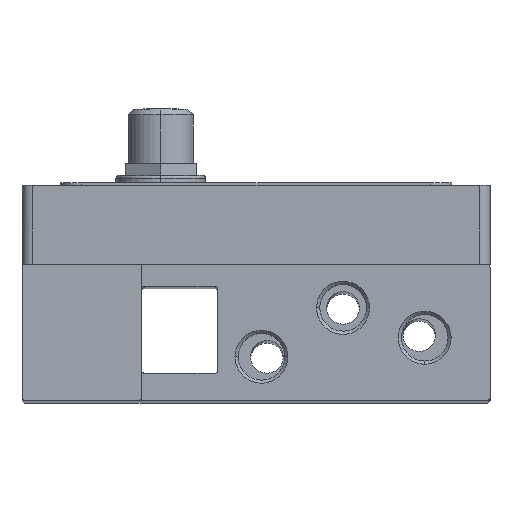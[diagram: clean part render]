
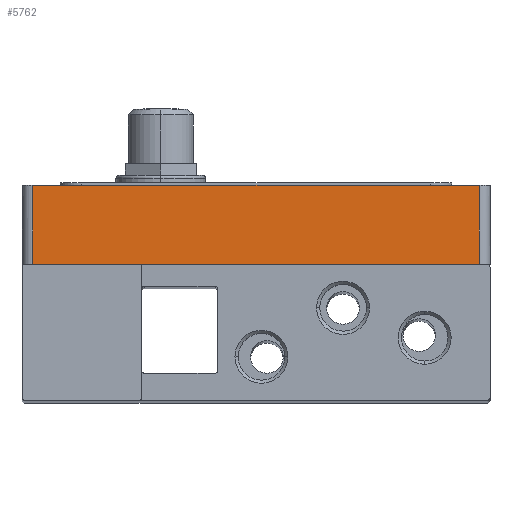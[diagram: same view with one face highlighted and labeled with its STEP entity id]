
A CAD part, top view. The second image highlights one B-rep face of the part: STEP entity #5762.
In plain terms, the highlighted planar face has unit normal (0, 0, 1).
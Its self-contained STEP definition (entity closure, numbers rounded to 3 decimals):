
#185 = CARTESIAN_POINT ( 'NONE',  ( 84., 39.5, 20.5 ) ) ;
#1099 = CARTESIAN_POINT ( 'NONE',  ( 2., 39.5, 20.5 ) ) ;
#1226 = CARTESIAN_POINT ( 'NONE',  ( 84., 25., 20.5 ) ) ;
#1473 = VECTOR ( 'NONE', #6097, 1000. ) ;
#2441 = EDGE_LOOP ( 'NONE', ( #9712, #7915, #2962, #6448 ) ) ;
#2962 = ORIENTED_EDGE ( 'NONE', *, *, #8279, .F. ) ;
#2982 = VECTOR ( 'NONE', #3210, 1000. ) ;
#3210 = DIRECTION ( 'NONE',  ( 0., -1., 0. ) ) ;
#3260 = CARTESIAN_POINT ( 'NONE',  ( 84., 39.5, 20.5 ) ) ;
#3267 = CARTESIAN_POINT ( 'NONE',  ( 85.5, 25., 20.5 ) ) ;
#3305 = VECTOR ( 'NONE', #6479, 1000. ) ;
#3823 = VERTEX_POINT ( 'NONE', #4866 ) ;
#4687 = EDGE_CURVE ( 'NONE', #8347, #5427, #5006, .T. ) ;
#4866 = CARTESIAN_POINT ( 'NONE',  ( 2., 25., 20.5 ) ) ;
#5006 = LINE ( 'NONE', #7479, #10013 ) ;
#5383 = CARTESIAN_POINT ( 'NONE',  ( 2., 39.5, 20.5 ) ) ;
#5427 = VERTEX_POINT ( 'NONE', #185 ) ;
#5762 = ADVANCED_FACE ( 'NONE', ( #6918 ), #9396, .F. ) ;
#6097 = DIRECTION ( 'NONE',  ( 0., 1., 0. ) ) ;
#6224 = EDGE_CURVE ( 'NONE', #5427, #7591, #9637, .T. ) ;
#6448 = ORIENTED_EDGE ( 'NONE', *, *, #7769, .T. ) ;
#6479 = DIRECTION ( 'NONE',  ( 1., 0., 0. ) ) ;
#6787 = LINE ( 'NONE', #1099, #1473 ) ;
#6918 = FACE_OUTER_BOUND ( 'NONE', #2441, .T. ) ;
#7479 = CARTESIAN_POINT ( 'NONE',  ( 2., 39.5, 20.5 ) ) ;
#7591 = VERTEX_POINT ( 'NONE', #1226 ) ;
#7769 = EDGE_CURVE ( 'NONE', #3823, #7591, #9808, .T. ) ;
#7915 = ORIENTED_EDGE ( 'NONE', *, *, #4687, .F. ) ;
#8218 = DIRECTION ( 'NONE',  ( 1., 0., 0. ) ) ;
#8279 = EDGE_CURVE ( 'NONE', #3823, #8347, #6787, .T. ) ;
#8347 = VERTEX_POINT ( 'NONE', #10066 ) ;
#8674 = AXIS2_PLACEMENT_3D ( 'NONE', #5383, #9703, #8741 ) ;
#8741 = DIRECTION ( 'NONE',  ( -1., 0., 0. ) ) ;
#9396 = PLANE ( 'NONE',  #8674 ) ;
#9637 = LINE ( 'NONE', #3260, #2982 ) ;
#9703 = DIRECTION ( 'NONE',  ( 0., 0., -1. ) ) ;
#9712 = ORIENTED_EDGE ( 'NONE', *, *, #6224, .F. ) ;
#9808 = LINE ( 'NONE', #3267, #3305 ) ;
#10013 = VECTOR ( 'NONE', #8218, 1000. ) ;
#10066 = CARTESIAN_POINT ( 'NONE',  ( 2., 39.5, 20.5 ) ) ;
